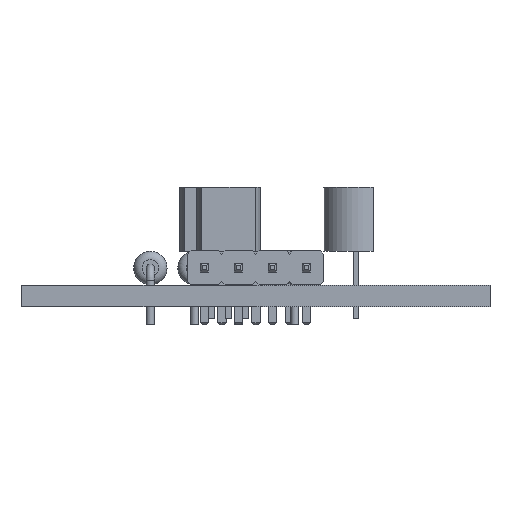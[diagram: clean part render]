
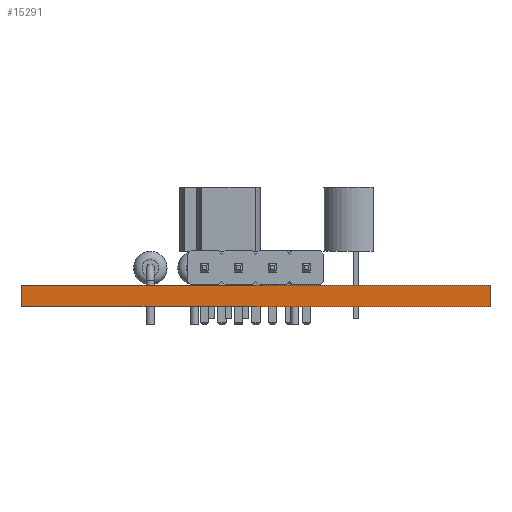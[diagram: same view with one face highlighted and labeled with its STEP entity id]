
A CAD part, left-side view. The second image highlights one B-rep face of the part: STEP entity #15291.
In plain terms, the highlighted planar face has unit normal (-1, 0, 0).
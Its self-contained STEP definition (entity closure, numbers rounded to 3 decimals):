
#15175 = EDGE_CURVE('',#15176,#15178,#15180,.T.);
#15176 = VERTEX_POINT('',#15177);
#15177 = CARTESIAN_POINT('',(0.,0.,0.));
#15178 = VERTEX_POINT('',#15179);
#15179 = CARTESIAN_POINT('',(0.,0.,1.6));
#15180 = SURFACE_CURVE('',#15181,(#15185,#15197),.PCURVE_S1.);
#15181 = LINE('',#15182,#15183);
#15182 = CARTESIAN_POINT('',(0.,0.,0.));
#15183 = VECTOR('',#15184,1.);
#15184 = DIRECTION('',(0.,0.,1.));
#15185 = PCURVE('',#15186,#15191);
#15186 = PLANE('',#15187);
#15187 = AXIS2_PLACEMENT_3D('',#15188,#15189,#15190);
#15188 = CARTESIAN_POINT('',(0.,0.,0.));
#15189 = DIRECTION('',(0.,1.,0.));
#15190 = DIRECTION('',(1.,0.,0.));
#15191 = DEFINITIONAL_REPRESENTATION('',(#15192),#15196);
#15192 = LINE('',#15193,#15194);
#15193 = CARTESIAN_POINT('',(0.,0.));
#15194 = VECTOR('',#15195,1.);
#15195 = DIRECTION('',(0.,-1.));
#15196 = ( GEOMETRIC_REPRESENTATION_CONTEXT(2) 
PARAMETRIC_REPRESENTATION_CONTEXT() REPRESENTATION_CONTEXT('2D SPACE',''
  ) );
#15197 = PCURVE('',#15198,#15203);
#15198 = PLANE('',#15199);
#15199 = AXIS2_PLACEMENT_3D('',#15200,#15201,#15202);
#15200 = CARTESIAN_POINT('',(0.,35.,0.));
#15201 = DIRECTION('',(1.,0.,0.));
#15202 = DIRECTION('',(0.,-1.,0.));
#15203 = DEFINITIONAL_REPRESENTATION('',(#15204),#15208);
#15204 = LINE('',#15205,#15206);
#15205 = CARTESIAN_POINT('',(35.,0.));
#15206 = VECTOR('',#15207,1.);
#15207 = DIRECTION('',(0.,-1.));
#15208 = ( GEOMETRIC_REPRESENTATION_CONTEXT(2) 
PARAMETRIC_REPRESENTATION_CONTEXT() REPRESENTATION_CONTEXT('2D SPACE',''
  ) );
#15226 = PLANE('',#15227);
#15227 = AXIS2_PLACEMENT_3D('',#15228,#15229,#15230);
#15228 = CARTESIAN_POINT('',(20.,17.5,1.6));
#15229 = DIRECTION('',(0.,0.,1.));
#15230 = DIRECTION('',(1.,0.,0.));
#15280 = PLANE('',#15281);
#15281 = AXIS2_PLACEMENT_3D('',#15282,#15283,#15284);
#15282 = CARTESIAN_POINT('',(20.,17.5,0.));
#15283 = DIRECTION('',(0.,0.,1.));
#15284 = DIRECTION('',(1.,0.,0.));
#15291 = ADVANCED_FACE('',(#15292),#15198,.F.);
#15292 = FACE_BOUND('',#15293,.F.);
#15293 = EDGE_LOOP('',(#15294,#15324,#15345,#15346));
#15294 = ORIENTED_EDGE('',*,*,#15295,.T.);
#15295 = EDGE_CURVE('',#15296,#15298,#15300,.T.);
#15296 = VERTEX_POINT('',#15297);
#15297 = CARTESIAN_POINT('',(0.,35.,0.));
#15298 = VERTEX_POINT('',#15299);
#15299 = CARTESIAN_POINT('',(0.,35.,1.6));
#15300 = SURFACE_CURVE('',#15301,(#15305,#15312),.PCURVE_S1.);
#15301 = LINE('',#15302,#15303);
#15302 = CARTESIAN_POINT('',(0.,35.,0.));
#15303 = VECTOR('',#15304,1.);
#15304 = DIRECTION('',(0.,0.,1.));
#15305 = PCURVE('',#15198,#15306);
#15306 = DEFINITIONAL_REPRESENTATION('',(#15307),#15311);
#15307 = LINE('',#15308,#15309);
#15308 = CARTESIAN_POINT('',(0.,0.));
#15309 = VECTOR('',#15310,1.);
#15310 = DIRECTION('',(0.,-1.));
#15311 = ( GEOMETRIC_REPRESENTATION_CONTEXT(2) 
PARAMETRIC_REPRESENTATION_CONTEXT() REPRESENTATION_CONTEXT('2D SPACE',''
  ) );
#15312 = PCURVE('',#15313,#15318);
#15313 = PLANE('',#15314);
#15314 = AXIS2_PLACEMENT_3D('',#15315,#15316,#15317);
#15315 = CARTESIAN_POINT('',(40.,35.,0.));
#15316 = DIRECTION('',(0.,-1.,0.));
#15317 = DIRECTION('',(-1.,0.,0.));
#15318 = DEFINITIONAL_REPRESENTATION('',(#15319),#15323);
#15319 = LINE('',#15320,#15321);
#15320 = CARTESIAN_POINT('',(40.,0.));
#15321 = VECTOR('',#15322,1.);
#15322 = DIRECTION('',(0.,-1.));
#15323 = ( GEOMETRIC_REPRESENTATION_CONTEXT(2) 
PARAMETRIC_REPRESENTATION_CONTEXT() REPRESENTATION_CONTEXT('2D SPACE',''
  ) );
#15324 = ORIENTED_EDGE('',*,*,#15325,.T.);
#15325 = EDGE_CURVE('',#15298,#15178,#15326,.T.);
#15326 = SURFACE_CURVE('',#15327,(#15331,#15338),.PCURVE_S1.);
#15327 = LINE('',#15328,#15329);
#15328 = CARTESIAN_POINT('',(0.,35.,1.6));
#15329 = VECTOR('',#15330,1.);
#15330 = DIRECTION('',(0.,-1.,0.));
#15331 = PCURVE('',#15198,#15332);
#15332 = DEFINITIONAL_REPRESENTATION('',(#15333),#15337);
#15333 = LINE('',#15334,#15335);
#15334 = CARTESIAN_POINT('',(0.,-1.6));
#15335 = VECTOR('',#15336,1.);
#15336 = DIRECTION('',(1.,0.));
#15337 = ( GEOMETRIC_REPRESENTATION_CONTEXT(2) 
PARAMETRIC_REPRESENTATION_CONTEXT() REPRESENTATION_CONTEXT('2D SPACE',''
  ) );
#15338 = PCURVE('',#15226,#15339);
#15339 = DEFINITIONAL_REPRESENTATION('',(#15340),#15344);
#15340 = LINE('',#15341,#15342);
#15341 = CARTESIAN_POINT('',(-20.,17.5));
#15342 = VECTOR('',#15343,1.);
#15343 = DIRECTION('',(0.,-1.));
#15344 = ( GEOMETRIC_REPRESENTATION_CONTEXT(2) 
PARAMETRIC_REPRESENTATION_CONTEXT() REPRESENTATION_CONTEXT('2D SPACE',''
  ) );
#15345 = ORIENTED_EDGE('',*,*,#15175,.F.);
#15346 = ORIENTED_EDGE('',*,*,#15347,.F.);
#15347 = EDGE_CURVE('',#15296,#15176,#15348,.T.);
#15348 = SURFACE_CURVE('',#15349,(#15353,#15360),.PCURVE_S1.);
#15349 = LINE('',#15350,#15351);
#15350 = CARTESIAN_POINT('',(0.,35.,0.));
#15351 = VECTOR('',#15352,1.);
#15352 = DIRECTION('',(0.,-1.,0.));
#15353 = PCURVE('',#15198,#15354);
#15354 = DEFINITIONAL_REPRESENTATION('',(#15355),#15359);
#15355 = LINE('',#15356,#15357);
#15356 = CARTESIAN_POINT('',(0.,0.));
#15357 = VECTOR('',#15358,1.);
#15358 = DIRECTION('',(1.,0.));
#15359 = ( GEOMETRIC_REPRESENTATION_CONTEXT(2) 
PARAMETRIC_REPRESENTATION_CONTEXT() REPRESENTATION_CONTEXT('2D SPACE',''
  ) );
#15360 = PCURVE('',#15280,#15361);
#15361 = DEFINITIONAL_REPRESENTATION('',(#15362),#15366);
#15362 = LINE('',#15363,#15364);
#15363 = CARTESIAN_POINT('',(-20.,17.5));
#15364 = VECTOR('',#15365,1.);
#15365 = DIRECTION('',(0.,-1.));
#15366 = ( GEOMETRIC_REPRESENTATION_CONTEXT(2) 
PARAMETRIC_REPRESENTATION_CONTEXT() REPRESENTATION_CONTEXT('2D SPACE',''
  ) );
